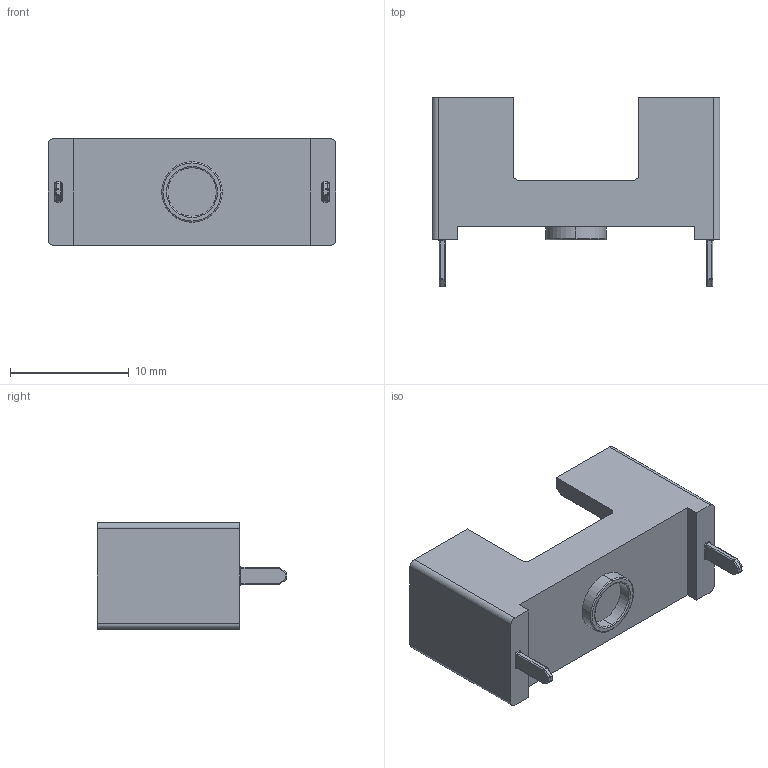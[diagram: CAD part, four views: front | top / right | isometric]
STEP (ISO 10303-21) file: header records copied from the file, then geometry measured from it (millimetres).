
FILE_DESCRIPTION (( 'STEP AP214' ), '1' );
FILE_NAME ('User Library-Fuse Block-1.STEP', '2022-04-18T11:09:53', ( '' ), ( '' ), 'SwSTEP 2.0', 'SolidWorks 2021', '' );
FILE_SCHEMA (( 'AUTOMOTIVE_DESIGN' ));
Length unit declared in the file: millimetre
Products named in the file (1): User Library-Fuse Block-1
Bounding box: 24.21 x 15.95 x 8.99 mm (x, y, z)
Volume: 847.2 mm3; surface area: 1859.5 mm2
Topology: 1 solids, 1 shells, 174 faces, 432 edges, 260 vertices
Faces by surface type: plane 82, cylinder 64, sphere 16, torus 12
Entity records: 6182 total; most frequent: DIRECTION 906, CARTESIAN_POINT 877, ORIENTED_EDGE 848, EDGE_CURVE 424, AXIS2_PLACEMENT_3D 313, LINE 280, VECTOR 280, VERTEX_POINT 260
